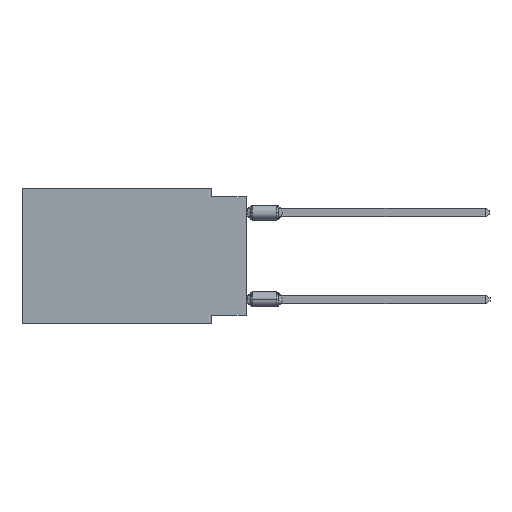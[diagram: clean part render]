
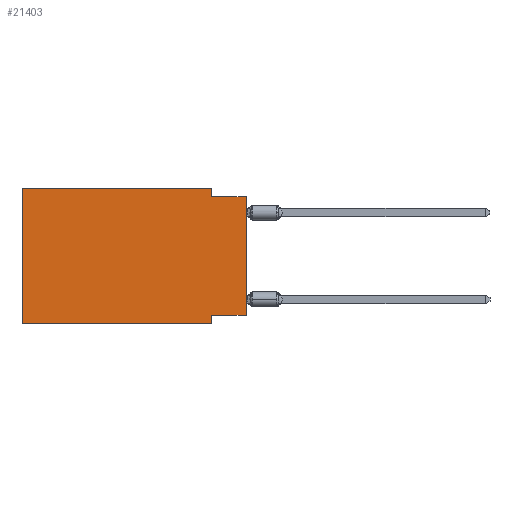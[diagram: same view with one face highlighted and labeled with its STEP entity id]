
A CAD part, left-side view. The second image highlights one B-rep face of the part: STEP entity #21403.
In plain terms, the highlighted planar face has unit normal (-1, 0, 0).
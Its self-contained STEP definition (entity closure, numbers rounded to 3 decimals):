
#650 = PLANE ( 'NONE',  #7966 ) ;
#1011 = ORIENTED_EDGE ( 'NONE', *, *, #20125, .F. ) ;
#1885 = CARTESIAN_POINT ( 'NONE',  ( 0., 0., -0.635 ) ) ;
#2491 = ORIENTED_EDGE ( 'NONE', *, *, #24369, .F. ) ;
#2496 = VECTOR ( 'NONE', #23492, 1000. ) ;
#2599 = DIRECTION ( 'NONE',  ( 1., 0., 0. ) ) ;
#2658 = CARTESIAN_POINT ( 'NONE',  ( 0., 16.383, -9.906 ) ) ;
#2904 = CARTESIAN_POINT ( 'NONE',  ( 0., 0., -9.271 ) ) ;
#3199 = ORIENTED_EDGE ( 'NONE', *, *, #8938, .F. ) ;
#3328 = CARTESIAN_POINT ( 'NONE',  ( 0., 16.383, 0. ) ) ;
#3464 = LINE ( 'NONE', #3328, #15794 ) ;
#3724 = EDGE_CURVE ( 'NONE', #22984, #21017, #13529, .T. ) ;
#3737 = CARTESIAN_POINT ( 'NONE',  ( 0., 0., -0.635 ) ) ;
#3833 = CARTESIAN_POINT ( 'NONE',  ( 0., 0., 0. ) ) ;
#4289 = VECTOR ( 'NONE', #5522, 1000. ) ;
#4430 = EDGE_LOOP ( 'NONE', ( #23328, #1011, #18142, #3199, #19517, #15298, #15860, #2491 ) ) ;
#4546 = DIRECTION ( 'NONE',  ( 0., 0., -1. ) ) ;
#4975 = EDGE_CURVE ( 'NONE', #22261, #20995, #3464, .T. ) ;
#5085 = CARTESIAN_POINT ( 'NONE',  ( 0., 2.54, -9.906 ) ) ;
#5522 = DIRECTION ( 'NONE',  ( 0., 0., -1. ) ) ;
#5904 = LINE ( 'NONE', #19611, #24901 ) ;
#6249 = VERTEX_POINT ( 'NONE', #3737 ) ;
#7324 = CARTESIAN_POINT ( 'NONE',  ( 0., 2.54, -9.906 ) ) ;
#7831 = EDGE_CURVE ( 'NONE', #8097, #11917, #13393, .T. ) ;
#7966 = AXIS2_PLACEMENT_3D ( 'NONE', #12533, #2599, #4546 ) ;
#8097 = VERTEX_POINT ( 'NONE', #18436 ) ;
#8148 = CARTESIAN_POINT ( 'NONE',  ( 0., 2.54, -9.271 ) ) ;
#8938 = EDGE_CURVE ( 'NONE', #20995, #8097, #14670, .T. ) ;
#8992 = DIRECTION ( 'NONE',  ( 0., -1., 0. ) ) ;
#9013 = DIRECTION ( 'NONE',  ( 0., 0., -1. ) ) ;
#9777 = DIRECTION ( 'NONE',  ( 0., 1., 0. ) ) ;
#9973 = FACE_OUTER_BOUND ( 'NONE', #4430, .T. ) ;
#10160 = EDGE_CURVE ( 'NONE', #22261, #21017, #16622, .T. ) ;
#10885 = VECTOR ( 'NONE', #8992, 1000. ) ;
#11917 = VERTEX_POINT ( 'NONE', #15675 ) ;
#12178 = VECTOR ( 'NONE', #22456, 1000. ) ;
#12533 = CARTESIAN_POINT ( 'NONE',  ( 0., 16.383, 0. ) ) ;
#12696 = CARTESIAN_POINT ( 'NONE',  ( 0., 16.383, 0. ) ) ;
#13393 = LINE ( 'NONE', #23236, #4289 ) ;
#13513 = LINE ( 'NONE', #3833, #13764 ) ;
#13529 = LINE ( 'NONE', #7324, #16974 ) ;
#13764 = VECTOR ( 'NONE', #23485, 1000. ) ;
#14670 = LINE ( 'NONE', #18823, #10885 ) ;
#15298 = ORIENTED_EDGE ( 'NONE', *, *, #10160, .T. ) ;
#15675 = CARTESIAN_POINT ( 'NONE',  ( 0., 2.54, -0.635 ) ) ;
#15794 = VECTOR ( 'NONE', #17696, 1000. ) ;
#15860 = ORIENTED_EDGE ( 'NONE', *, *, #3724, .F. ) ;
#16622 = LINE ( 'NONE', #24516, #12178 ) ;
#16974 = VECTOR ( 'NONE', #9013, 1000. ) ;
#17539 = LINE ( 'NONE', #1885, #2496 ) ;
#17696 = DIRECTION ( 'NONE',  ( 0., 0., 1. ) ) ;
#18142 = ORIENTED_EDGE ( 'NONE', *, *, #7831, .F. ) ;
#18436 = CARTESIAN_POINT ( 'NONE',  ( 0., 2.54, 0. ) ) ;
#18823 = CARTESIAN_POINT ( 'NONE',  ( 0., 16.383, 0. ) ) ;
#19517 = ORIENTED_EDGE ( 'NONE', *, *, #4975, .F. ) ;
#19611 = CARTESIAN_POINT ( 'NONE',  ( 0., 0., -9.271 ) ) ;
#20125 = EDGE_CURVE ( 'NONE', #11917, #6249, #17539, .T. ) ;
#20995 = VERTEX_POINT ( 'NONE', #12696 ) ;
#21017 = VERTEX_POINT ( 'NONE', #5085 ) ;
#21403 = ADVANCED_FACE ( 'NONE', ( #9973 ), #650, .F. ) ;
#22199 = VERTEX_POINT ( 'NONE', #2904 ) ;
#22261 = VERTEX_POINT ( 'NONE', #2658 ) ;
#22456 = DIRECTION ( 'NONE',  ( 0., -1., 0. ) ) ;
#22984 = VERTEX_POINT ( 'NONE', #8148 ) ;
#23236 = CARTESIAN_POINT ( 'NONE',  ( 0., 2.54, 0. ) ) ;
#23328 = ORIENTED_EDGE ( 'NONE', *, *, #24305, .T. ) ;
#23485 = DIRECTION ( 'NONE',  ( 0., 0., 1. ) ) ;
#23492 = DIRECTION ( 'NONE',  ( 0., -1., 0. ) ) ;
#24305 = EDGE_CURVE ( 'NONE', #22199, #6249, #13513, .T. ) ;
#24369 = EDGE_CURVE ( 'NONE', #22199, #22984, #5904, .T. ) ;
#24516 = CARTESIAN_POINT ( 'NONE',  ( 0., 16.383, -9.906 ) ) ;
#24901 = VECTOR ( 'NONE', #9777, 1000. ) ;
